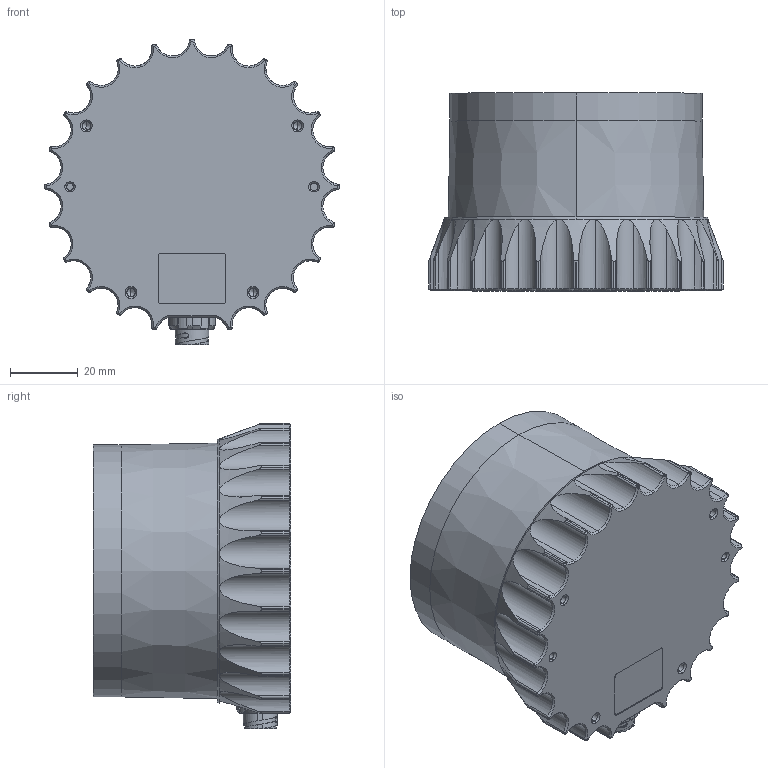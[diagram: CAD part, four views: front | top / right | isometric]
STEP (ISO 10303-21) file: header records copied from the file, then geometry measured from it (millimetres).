
FILE_DESCRIPTION (( 'STEP AP214' ), '1' );
FILE_NAME ('os1-04112019_flatcap_external.STEP', '2019-11-04T19:36:38', ( '' ), ( '' ), 'SwSTEP 2.0', 'SolidWorks 2018', '' );
FILE_SCHEMA (( 'AUTOMOTIVE_DESIGN' ));
Length unit declared in the file: inch
Products named in the file (1): os1-04112019_flatcap_external
Bounding box: 87 x 58.35 x 90.02 mm (x, y, z)
Volume: 270543.9 mm3; surface area: 26942.7 mm2
Topology: 1 solids, 2 shells, 987 faces, 2482 edges, 1506 vertices
Faces by surface type: cone 338, plane 297, cylinder 284, bspline 60, torus 8
Entity records: 41330 total; most frequent: CARTESIAN_POINT 13682, ORIENTED_EDGE 4814, DIRECTION 4616, EDGE_CURVE 2407, AXIS2_PLACEMENT_3D 1777, VERTEX_POINT 1506, EDGE_LOOP 1071, LINE 1062
